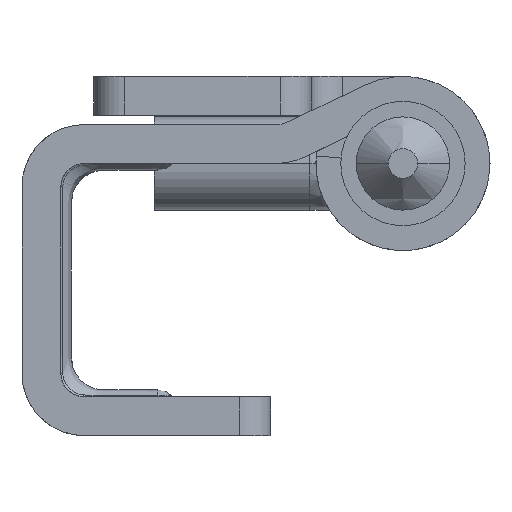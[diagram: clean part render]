
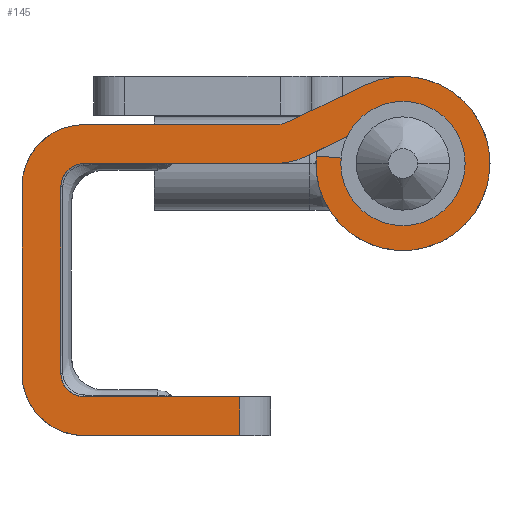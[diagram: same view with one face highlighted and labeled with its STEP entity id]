
A CAD part, front view. The second image highlights one B-rep face of the part: STEP entity #145.
In plain terms, the highlighted planar face has unit normal (0, -1, 0).
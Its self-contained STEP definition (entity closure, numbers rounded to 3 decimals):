
#145=ADVANCED_FACE('',(#315),#2816,.T.);
#315=FACE_OUTER_BOUND('',#491,.T.);
#491=EDGE_LOOP('',(#896,#897,#898,#899,#900,#901,#902,#903,#904,#905,#906,
#907,#908,#909,#910,#911,#912,#913));
#896=ORIENTED_EDGE('',*,*,#1602,.F.);
#897=ORIENTED_EDGE('',*,*,#1599,.F.);
#898=ORIENTED_EDGE('',*,*,#1596,.F.);
#899=ORIENTED_EDGE('',*,*,#1593,.F.);
#900=ORIENTED_EDGE('',*,*,#1590,.F.);
#901=ORIENTED_EDGE('',*,*,#1587,.F.);
#902=ORIENTED_EDGE('',*,*,#1579,.F.);
#903=ORIENTED_EDGE('',*,*,#1626,.F.);
#904=ORIENTED_EDGE('',*,*,#1623,.F.);
#905=ORIENTED_EDGE('',*,*,#1637,.F.);
#906=ORIENTED_EDGE('',*,*,#1562,.F.);
#907=ORIENTED_EDGE('',*,*,#1558,.F.);
#908=ORIENTED_EDGE('',*,*,#1618,.F.);
#909=ORIENTED_EDGE('',*,*,#1665,.F.);
#910=ORIENTED_EDGE('',*,*,#1617,.F.);
#911=ORIENTED_EDGE('',*,*,#1660,.F.);
#912=ORIENTED_EDGE('',*,*,#1616,.F.);
#913=ORIENTED_EDGE('',*,*,#1718,.F.);
#1558=EDGE_CURVE('',#2508,#2509,#2212,.T.);
#1562=EDGE_CURVE('',#2509,#2512,#2064,.T.);
#1579=EDGE_CURVE('',#2526,#2527,#2076,.T.);
#1587=EDGE_CURVE('',#2527,#2534,#2216,.T.);
#1590=EDGE_CURVE('',#2534,#2536,#2084,.T.);
#1593=EDGE_CURVE('',#2536,#2538,#2218,.T.);
#1596=EDGE_CURVE('',#2538,#2540,#2087,.T.);
#1599=EDGE_CURVE('',#2540,#2542,#2220,.T.);
#1602=EDGE_CURVE('',#2542,#2562,#2090,.T.);
#1616=EDGE_CURVE('',#2568,#2548,#2098,.T.);
#1617=EDGE_CURVE('',#2549,#2550,#2099,.T.);
#1618=EDGE_CURVE('',#2551,#2508,#2100,.T.);
#1623=EDGE_CURVE('',#2552,#2553,#2104,.T.);
#1626=EDGE_CURVE('',#2553,#2526,#2224,.T.);
#1637=EDGE_CURVE('',#2512,#2552,#2229,.T.);
#1660=EDGE_CURVE('',#2548,#2549,#2242,.T.);
#1665=EDGE_CURVE('',#2550,#2551,#2243,.T.);
#1718=EDGE_CURVE('',#2562,#2568,#2120,.T.);
#2064=B_SPLINE_CURVE_WITH_KNOTS('',1,(#31510,#31511,#31512),
 .UNSPECIFIED.,.F.,.F.,(2,1,2),(108.473,110.075,113.938),
 .UNSPECIFIED.);
#2076=B_SPLINE_CURVE_WITH_KNOTS('',1,(#31550,#31551,#31552),
 .UNSPECIFIED.,.F.,.F.,(2,1,2),(162.073,167.13,167.539),
 .UNSPECIFIED.);
#2084=B_SPLINE_CURVE_WITH_KNOTS('',1,(#31578,#31579),.UNSPECIFIED.,.F.,
 .F.,(2,2),(169.545,181.836),.UNSPECIFIED.);
#2087=B_SPLINE_CURVE_WITH_KNOTS('',1,(#31592,#31593),.UNSPECIFIED.,.F.,
 .F.,(2,2),(184.192,196.192),.UNSPECIFIED.);
#2090=B_SPLINE_CURVE_WITH_KNOTS('',1,(#31606,#31607),.UNSPECIFIED.,.F.,
 .F.,(2,2),(198.549,208.549),.UNSPECIFIED.);
#2098=B_SPLINE_CURVE_WITH_KNOTS('',1,(#31656,#31657),.UNSPECIFIED.,.F.,
 .F.,(2,2),(215.049,225.049),.UNSPECIFIED.);
#2099=B_SPLINE_CURVE_WITH_KNOTS('',1,(#31658,#31659),.UNSPECIFIED.,.F.,
 .F.,(2,2),(231.332,243.332),.UNSPECIFIED.);
#2100=B_SPLINE_CURVE_WITH_KNOTS('',1,(#31660,#31661),.UNSPECIFIED.,.F.,
 .F.,(2,2),(249.615,261.907),.UNSPECIFIED.);
#2104=B_SPLINE_CURVE_WITH_KNOTS('',1,(#31670,#31671),.UNSPECIFIED.,.F.,
 .F.,(2,2),(143.309,145.809),.UNSPECIFIED.);
#2120=B_SPLINE_CURVE_WITH_KNOTS('',1,(#32155,#32156),.UNSPECIFIED.,.F.,
 .F.,(2,2),(0.,2.5),.UNSPECIFIED.);
#2212=TRIMMED_CURVE($,#2352,(#31501),(#31502),.T.,.CARTESIAN.);
#2216=TRIMMED_CURVE($,#2356,(#31571),(#31572),.T.,.CARTESIAN.);
#2218=TRIMMED_CURVE($,#2358,(#31585),(#31586),.T.,.CARTESIAN.);
#2220=TRIMMED_CURVE($,#2360,(#31599),(#31600),.T.,.CARTESIAN.);
#2224=TRIMMED_CURVE($,#2364,(#31677),(#31678),.T.,.CARTESIAN.);
#2229=TRIMMED_CURVE($,#2369,(#31704),(#31705),.T.,.CARTESIAN.);
#2242=TRIMMED_CURVE($,#2382,(#31811),(#31812),.T.,.CARTESIAN.);
#2243=TRIMMED_CURVE($,#2383,(#31822),(#31823),.T.,.CARTESIAN.);
#2352=CIRCLE('',#3072,2.);
#2356=CIRCLE('',#3076,4.5);
#2358=CIRCLE('',#3078,1.5);
#2360=CIRCLE('',#3080,1.5);
#2364=CIRCLE('',#3084,3.1);
#2369=CIRCLE('',#3089,5.6);
#2382=CIRCLE('',#3102,4.);
#2383=CIRCLE('',#3103,4.);
#2508=VERTEX_POINT('',#31292);
#2509=VERTEX_POINT('',#31293);
#2512=VERTEX_POINT('',#31296);
#2526=VERTEX_POINT('',#31310);
#2527=VERTEX_POINT('',#31311);
#2534=VERTEX_POINT('',#31318);
#2536=VERTEX_POINT('',#31320);
#2538=VERTEX_POINT('',#31322);
#2540=VERTEX_POINT('',#31324);
#2542=VERTEX_POINT('',#31326);
#2548=VERTEX_POINT('',#31332);
#2549=VERTEX_POINT('',#31333);
#2550=VERTEX_POINT('',#31334);
#2551=VERTEX_POINT('',#31335);
#2552=VERTEX_POINT('',#31336);
#2553=VERTEX_POINT('',#31337);
#2562=VERTEX_POINT('',#31346);
#2568=VERTEX_POINT('',#31352);
#2816=PLANE('',#3064);
#3064=AXIS2_PLACEMENT_3D('',#30984,#3369,$);
#3072=AXIS2_PLACEMENT_3D($,#31500,#3381,#3382);
#3076=AXIS2_PLACEMENT_3D($,#31570,#3389,#3390);
#3078=AXIS2_PLACEMENT_3D($,#31584,#3393,#3394);
#3080=AXIS2_PLACEMENT_3D($,#31598,#3397,#3398);
#3084=AXIS2_PLACEMENT_3D($,#31676,#3405,#3406);
#3089=AXIS2_PLACEMENT_3D($,#31703,#3415,#3416);
#3102=AXIS2_PLACEMENT_3D($,#31810,#3441,#3442);
#3103=AXIS2_PLACEMENT_3D($,#31821,#3443,#3444);
#3369=DIRECTION('',(0.,-1.,0.));
#3381=DIRECTION('',(0.,-1.,0.));
#3382=DIRECTION('',(0.,0.,-1.));
#3389=DIRECTION('',(0.,1.,0.));
#3390=DIRECTION('',(0.431,0.,-0.902));
#3393=DIRECTION('',(0.,-1.,0.));
#3394=DIRECTION('',(0.,0.,1.));
#3397=DIRECTION('',(0.,-1.,0.));
#3398=DIRECTION('',(-1.,0.,0.));
#3405=DIRECTION('',(0.,-1.,0.));
#3406=DIRECTION('',(-0.996,0.,0.088));
#3415=DIRECTION('',(0.,1.,0.));
#3416=DIRECTION('',(-0.431,0.,0.902));
#3441=DIRECTION('',(0.,1.,0.));
#3442=DIRECTION('',(0.,0.,-1.));
#3443=DIRECTION('',(0.,1.,0.));
#3444=DIRECTION('',(-1.,0.,0.));
#30984=CARTESIAN_POINT('',(-8.584,126.7,22.038));
#31292=CARTESIAN_POINT('',(11.47,126.7,16.05));
#31293=CARTESIAN_POINT('',(12.332,126.7,16.246));
#31296=CARTESIAN_POINT('',(17.263,126.7,18.603));
#31310=CARTESIAN_POINT('',(18.341,126.7,16.347));
#31311=CARTESIAN_POINT('',(13.41,126.7,13.99));
#31318=CARTESIAN_POINT('',(11.469,126.7,13.55));
#31320=CARTESIAN_POINT('',(-0.822,126.7,13.55));
#31322=CARTESIAN_POINT('',(-2.322,126.7,12.05));
#31324=CARTESIAN_POINT('',(-2.322,126.7,0.05));
#31326=CARTESIAN_POINT('',(-0.822,126.7,-1.45));
#31332=CARTESIAN_POINT('',(-0.822,126.7,-3.95));
#31333=CARTESIAN_POINT('',(-4.822,126.7,0.05));
#31334=CARTESIAN_POINT('',(-4.822,126.7,12.05));
#31335=CARTESIAN_POINT('',(-0.822,126.7,16.05));
#31336=CARTESIAN_POINT('',(14.099,126.7,14.035));
#31337=CARTESIAN_POINT('',(16.59,126.7,13.823));
#31346=CARTESIAN_POINT('',(9.178,126.7,-1.45));
#31352=CARTESIAN_POINT('',(9.178,126.7,-3.95));
#31500=CARTESIAN_POINT('',(11.47,126.7,18.05));
#31501=CARTESIAN_POINT('',(11.47,126.7,16.05));
#31502=CARTESIAN_POINT('',(12.332,126.7,16.246));
#31510=CARTESIAN_POINT('',(12.332,126.7,16.246));
#31511=CARTESIAN_POINT('',(13.778,126.7,16.937));
#31512=CARTESIAN_POINT('',(17.263,126.7,18.603));
#31550=CARTESIAN_POINT('',(18.341,126.7,16.347));
#31551=CARTESIAN_POINT('',(13.778,126.7,14.166));
#31552=CARTESIAN_POINT('',(13.41,126.7,13.99));
#31570=CARTESIAN_POINT('',(11.469,126.7,18.05));
#31571=CARTESIAN_POINT('',(13.41,126.7,13.99));
#31572=CARTESIAN_POINT('',(11.469,126.7,13.55));
#31578=CARTESIAN_POINT('',(11.469,126.7,13.55));
#31579=CARTESIAN_POINT('',(-0.822,126.7,13.55));
#31584=CARTESIAN_POINT('',(-0.822,126.7,12.05));
#31585=CARTESIAN_POINT('',(-0.822,126.7,13.55));
#31586=CARTESIAN_POINT('',(-2.322,126.7,12.05));
#31592=CARTESIAN_POINT('',(-2.322,126.7,12.05));
#31593=CARTESIAN_POINT('',(-2.322,126.7,0.05));
#31598=CARTESIAN_POINT('',(-0.822,126.7,0.05));
#31599=CARTESIAN_POINT('',(-2.322,126.7,0.05));
#31600=CARTESIAN_POINT('',(-0.822,126.7,-1.45));
#31606=CARTESIAN_POINT('',(-0.822,126.7,-1.45));
#31607=CARTESIAN_POINT('',(9.178,126.7,-1.45));
#31656=CARTESIAN_POINT('',(9.178,126.7,-3.95));
#31657=CARTESIAN_POINT('',(-0.822,126.7,-3.95));
#31658=CARTESIAN_POINT('',(-4.822,126.7,0.05));
#31659=CARTESIAN_POINT('',(-4.822,126.7,12.05));
#31660=CARTESIAN_POINT('',(-0.822,126.7,16.05));
#31661=CARTESIAN_POINT('',(11.47,126.7,16.05));
#31670=CARTESIAN_POINT('',(14.099,126.7,14.035));
#31671=CARTESIAN_POINT('',(16.59,126.7,13.823));
#31676=CARTESIAN_POINT('',(19.678,126.7,13.55));
#31677=CARTESIAN_POINT('',(16.59,126.7,13.823));
#31678=CARTESIAN_POINT('',(18.341,126.7,16.347));
#31703=CARTESIAN_POINT('',(19.678,126.7,13.55));
#31704=CARTESIAN_POINT('',(17.263,126.7,18.603));
#31705=CARTESIAN_POINT('',(14.099,126.7,14.035));
#31810=CARTESIAN_POINT('',(-0.822,126.7,0.05));
#31811=CARTESIAN_POINT('',(-0.822,126.7,-3.95));
#31812=CARTESIAN_POINT('',(-4.822,126.7,0.05));
#31821=CARTESIAN_POINT('',(-0.822,126.7,12.05));
#31822=CARTESIAN_POINT('',(-4.822,126.7,12.05));
#31823=CARTESIAN_POINT('',(-0.822,126.7,16.05));
#32155=CARTESIAN_POINT('',(9.178,126.7,-1.45));
#32156=CARTESIAN_POINT('',(9.178,126.7,-3.95));
